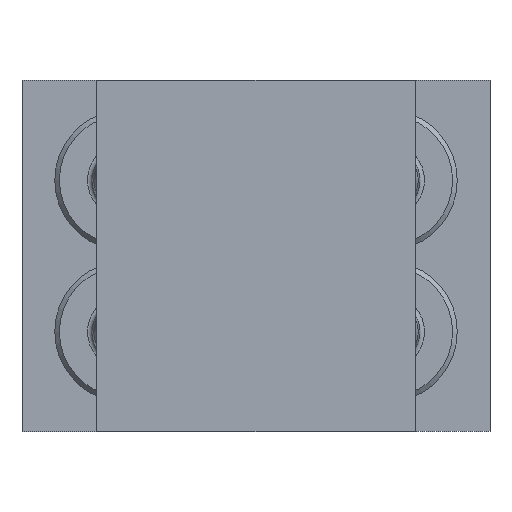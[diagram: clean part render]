
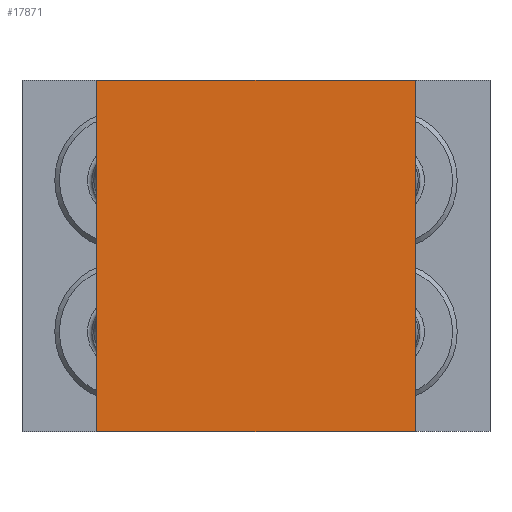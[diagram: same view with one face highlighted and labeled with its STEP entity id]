
A CAD part, front view. The second image highlights one B-rep face of the part: STEP entity #17871.
In plain terms, the highlighted face is planar.
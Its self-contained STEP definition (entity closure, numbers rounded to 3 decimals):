
#1889=FACE_OUTER_BOUND('',#2990,.T.);
#2990=EDGE_LOOP('',(#16176,#16177,#16178,#16179));
#5390=LINE('',#34047,#7028);
#5404=LINE('',#34076,#7042);
#5405=LINE('',#34079,#7043);
#5406=LINE('',#34080,#7044);
#7028=VECTOR('',#24517,75.);
#7042=VECTOR('',#24545,68.);
#7043=VECTOR('',#24548,75.);
#7044=VECTOR('',#24549,68.);
#8604=VERTEX_POINT('',#34044);
#8605=VERTEX_POINT('',#34046);
#8613=VERTEX_POINT('',#34074);
#8614=VERTEX_POINT('',#34078);
#11135=EDGE_CURVE('',#8605,#8604,#5390,.T.);
#11150=EDGE_CURVE('',#8604,#8613,#5404,.T.);
#11151=EDGE_CURVE('',#8614,#8613,#5405,.T.);
#11152=EDGE_CURVE('',#8605,#8614,#5406,.T.);
#16176=ORIENTED_EDGE('',*,*,#11135,.T.);
#16177=ORIENTED_EDGE('',*,*,#11150,.T.);
#16178=ORIENTED_EDGE('',*,*,#11151,.F.);
#16179=ORIENTED_EDGE('',*,*,#11152,.F.);
#16862=PLANE('',#19623);
#17871=ADVANCED_FACE('',(#1889),#16862,.T.);
#19623=AXIS2_PLACEMENT_3D('',#34077,#24546,#24547);
#24517=DIRECTION('',(0.,0.,1.));
#24545=DIRECTION('',(0.,1.,0.));
#24546=DIRECTION('center_axis',(-1.,0.,0.));
#24547=DIRECTION('ref_axis',(0.,0.,1.));
#24548=DIRECTION('',(0.,0.,1.));
#24549=DIRECTION('',(0.,1.,0.));
#34044=CARTESIAN_POINT('',(-15.,-34.,31.9));
#34046=CARTESIAN_POINT('',(-15.,-34.,-43.1));
#34047=CARTESIAN_POINT('',(-15.,-34.,-43.1));
#34074=CARTESIAN_POINT('',(-15.,34.,31.9));
#34076=CARTESIAN_POINT('',(-15.,-34.,31.9));
#34077=CARTESIAN_POINT('Origin',(-15.,-34.,-43.1));
#34078=CARTESIAN_POINT('',(-15.,34.,-43.1));
#34079=CARTESIAN_POINT('',(-15.,34.,-43.1));
#34080=CARTESIAN_POINT('',(-15.,-34.,-43.1));
